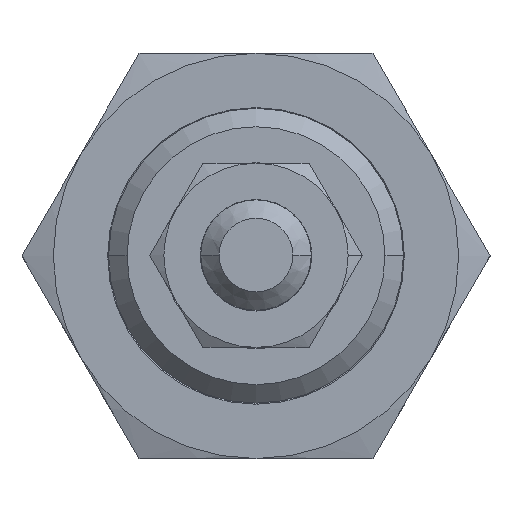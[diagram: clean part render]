
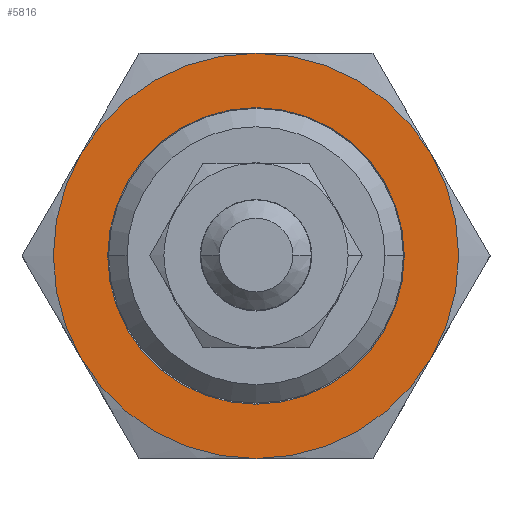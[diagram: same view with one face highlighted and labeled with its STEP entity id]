
A CAD part, top view. The second image highlights one B-rep face of the part: STEP entity #5816.
In plain terms, the highlighted planar face has unit normal (0, 0, 1).
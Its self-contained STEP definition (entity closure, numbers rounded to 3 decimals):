
#82 = CARTESIAN_POINT ( 'NONE',  ( 9.526, 5.5, 164.5 ) ) ;
#184 = AXIS2_PLACEMENT_3D ( 'NONE', #11473, #5262, #6961 ) ;
#279 = EDGE_LOOP ( 'NONE', ( #10738, #8880, #2062, #4659, #4858, #5623 ) ) ;
#280 = DIRECTION ( 'NONE',  ( 0.866, 0.5, 0. ) ) ;
#305 = EDGE_CURVE ( 'NONE', #4586, #3258, #3650, .T. ) ;
#345 = EDGE_CURVE ( 'NONE', #1755, #5344, #820, .T. ) ;
#651 = PLANE ( 'NONE',  #184 ) ;
#820 = CIRCLE ( 'NONE', #4398, 8.05 ) ;
#882 = AXIS2_PLACEMENT_3D ( 'NONE', #8512, #7498, #5736 ) ;
#1057 = CARTESIAN_POINT ( 'NONE',  ( 0., 0., 164.5 ) ) ;
#1321 = CIRCLE ( 'NONE', #10383, 11. ) ;
#1397 = ORIENTED_EDGE ( 'NONE', *, *, #3205, .T. ) ;
#1617 = VERTEX_POINT ( 'NONE', #82 ) ;
#1641 = DIRECTION ( 'NONE',  ( 0., 0., -1. ) ) ;
#1755 = VERTEX_POINT ( 'NONE', #10186 ) ;
#1777 = FACE_BOUND ( 'NONE', #11699, .T. ) ;
#1938 = CARTESIAN_POINT ( 'NONE',  ( 0., 0., 164.5 ) ) ;
#2062 = ORIENTED_EDGE ( 'NONE', *, *, #3861, .F. ) ;
#2420 = DIRECTION ( 'NONE',  ( 0.866, 0.5, 0. ) ) ;
#2904 = DIRECTION ( 'NONE',  ( 0., 0., -1. ) ) ;
#3070 = CARTESIAN_POINT ( 'NONE',  ( 0., 11., 164.5 ) ) ;
#3205 = EDGE_CURVE ( 'NONE', #5344, #1755, #4841, .T. ) ;
#3222 = EDGE_CURVE ( 'NONE', #3258, #7765, #11068, .T. ) ;
#3253 = CIRCLE ( 'NONE', #7196, 11. ) ;
#3258 = VERTEX_POINT ( 'NONE', #7543 ) ;
#3259 = AXIS2_PLACEMENT_3D ( 'NONE', #9452, #11047, #7490 ) ;
#3390 = DIRECTION ( 'NONE',  ( 0.866, 0.5, 0. ) ) ;
#3650 = CIRCLE ( 'NONE', #3259, 11. ) ;
#3861 = EDGE_CURVE ( 'NONE', #10152, #7830, #10300, .T. ) ;
#4262 = DIRECTION ( 'NONE',  ( 0., 0., -1. ) ) ;
#4398 = AXIS2_PLACEMENT_3D ( 'NONE', #9393, #1641, #2420 ) ;
#4586 = VERTEX_POINT ( 'NONE', #11647 ) ;
#4659 = ORIENTED_EDGE ( 'NONE', *, *, #5796, .F. ) ;
#4828 = DIRECTION ( 'NONE',  ( 0., 0., -1. ) ) ;
#4841 = CIRCLE ( 'NONE', #11642, 8.05 ) ;
#4858 = ORIENTED_EDGE ( 'NONE', *, *, #3222, .F. ) ;
#5262 = DIRECTION ( 'NONE',  ( 0., 0., -1. ) ) ;
#5344 = VERTEX_POINT ( 'NONE', #7409 ) ;
#5399 = AXIS2_PLACEMENT_3D ( 'NONE', #8388, #10399, #11111 ) ;
#5406 = CIRCLE ( 'NONE', #882, 11. ) ;
#5623 = ORIENTED_EDGE ( 'NONE', *, *, #305, .F. ) ;
#5663 = DIRECTION ( 'NONE',  ( 0.866, 0.5, 0. ) ) ;
#5736 = DIRECTION ( 'NONE',  ( 0.866, 0.5, 0. ) ) ;
#5796 = EDGE_CURVE ( 'NONE', #7765, #10152, #1321, .T. ) ;
#5816 = ADVANCED_FACE ( 'NONE', ( #1777, #11533 ), #651, .F. ) ;
#6913 = DIRECTION ( 'NONE',  ( 0., 0., -1. ) ) ;
#6961 = DIRECTION ( 'NONE',  ( 0.866, 0.5, 0. ) ) ;
#7102 = EDGE_CURVE ( 'NONE', #7830, #1617, #3253, .T. ) ;
#7143 = CARTESIAN_POINT ( 'NONE',  ( 0., 0., 164.5 ) ) ;
#7196 = AXIS2_PLACEMENT_3D ( 'NONE', #8760, #6913, #10543 ) ;
#7409 = CARTESIAN_POINT ( 'NONE',  ( -6.972, -4.025, 164.5 ) ) ;
#7490 = DIRECTION ( 'NONE',  ( 0.866, 0.5, 0. ) ) ;
#7498 = DIRECTION ( 'NONE',  ( 0., 0., -1. ) ) ;
#7543 = CARTESIAN_POINT ( 'NONE',  ( 0., -11., 164.5 ) ) ;
#7765 = VERTEX_POINT ( 'NONE', #9487 ) ;
#7830 = VERTEX_POINT ( 'NONE', #3070 ) ;
#8388 = CARTESIAN_POINT ( 'NONE',  ( 0., 0., 164.5 ) ) ;
#8512 = CARTESIAN_POINT ( 'NONE',  ( 0., 0., 164.5 ) ) ;
#8760 = CARTESIAN_POINT ( 'NONE',  ( 0., 0., 164.5 ) ) ;
#8880 = ORIENTED_EDGE ( 'NONE', *, *, #7102, .F. ) ;
#9130 = EDGE_CURVE ( 'NONE', #1617, #4586, #5406, .T. ) ;
#9393 = CARTESIAN_POINT ( 'NONE',  ( 0., 0., 164.5 ) ) ;
#9452 = CARTESIAN_POINT ( 'NONE',  ( 0., 0., 164.5 ) ) ;
#9487 = CARTESIAN_POINT ( 'NONE',  ( -9.526, -5.5, 164.5 ) ) ;
#9955 = AXIS2_PLACEMENT_3D ( 'NONE', #1938, #2904, #5663 ) ;
#10152 = VERTEX_POINT ( 'NONE', #10374 ) ;
#10186 = CARTESIAN_POINT ( 'NONE',  ( 6.972, 4.025, 164.5 ) ) ;
#10259 = ORIENTED_EDGE ( 'NONE', *, *, #345, .T. ) ;
#10300 = CIRCLE ( 'NONE', #5399, 11. ) ;
#10374 = CARTESIAN_POINT ( 'NONE',  ( -9.526, 5.5, 164.5 ) ) ;
#10383 = AXIS2_PLACEMENT_3D ( 'NONE', #7143, #4262, #3390 ) ;
#10399 = DIRECTION ( 'NONE',  ( 0., 0., -1. ) ) ;
#10543 = DIRECTION ( 'NONE',  ( 0.866, 0.5, 0. ) ) ;
#10738 = ORIENTED_EDGE ( 'NONE', *, *, #9130, .F. ) ;
#11047 = DIRECTION ( 'NONE',  ( 0., 0., -1. ) ) ;
#11068 = CIRCLE ( 'NONE', #9955, 11. ) ;
#11111 = DIRECTION ( 'NONE',  ( 0.866, 0.5, 0. ) ) ;
#11473 = CARTESIAN_POINT ( 'NONE',  ( 0., 0., 164.5 ) ) ;
#11533 = FACE_OUTER_BOUND ( 'NONE', #279, .T. ) ;
#11642 = AXIS2_PLACEMENT_3D ( 'NONE', #1057, #4828, #280 ) ;
#11647 = CARTESIAN_POINT ( 'NONE',  ( 9.526, -5.5, 164.5 ) ) ;
#11699 = EDGE_LOOP ( 'NONE', ( #1397, #10259 ) ) ;
